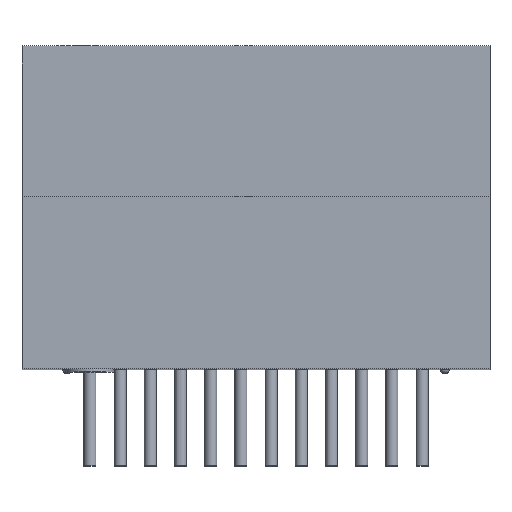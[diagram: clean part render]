
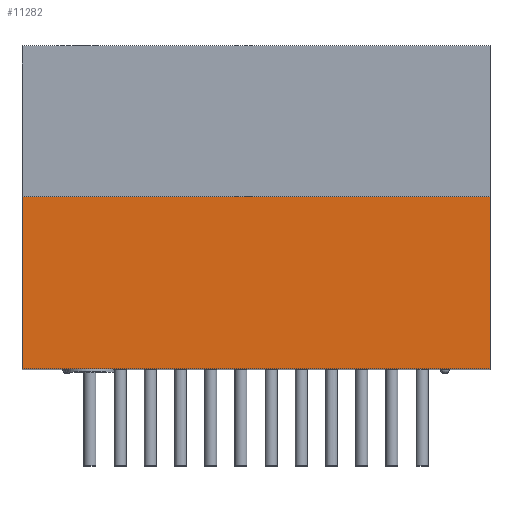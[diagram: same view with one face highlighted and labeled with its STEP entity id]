
A CAD part, top view. The second image highlights one B-rep face of the part: STEP entity #11282.
In plain terms, the highlighted planar face has unit normal (0, 0, 1).
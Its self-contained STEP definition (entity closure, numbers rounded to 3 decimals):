
#5=DIRECTION('',(1.,0.,0.));
#6=VECTOR('',#5,15.5);
#7=CARTESIAN_POINT('',(-7.75,0.,5.45));
#8=LINE('',#7,#6);
#4041=DIRECTION('',(0.,1.,0.));
#4042=VECTOR('',#4041,5.7);
#4043=CARTESIAN_POINT('',(7.75,0.,5.45));
#4044=LINE('',#4043,#4042);
#4045=DIRECTION('',(1.,0.,0.));
#4046=VECTOR('',#4045,15.5);
#4047=CARTESIAN_POINT('',(-7.75,5.7,5.45));
#4048=LINE('',#4047,#4046);
#4049=DIRECTION('',(0.,1.,0.));
#4050=VECTOR('',#4049,5.7);
#4051=CARTESIAN_POINT('',(-7.75,0.,5.45));
#4052=LINE('',#4051,#4050);
#4090=CARTESIAN_POINT('',(-7.75,0.,5.45));
#4092=VERTEX_POINT('',#4090);
#4093=CARTESIAN_POINT('',(7.75,0.,5.45));
#4094=VERTEX_POINT('',#4093);
#4105=CARTESIAN_POINT('',(-7.75,5.7,5.45));
#4106=CARTESIAN_POINT('',(7.75,5.7,5.45));
#4107=VERTEX_POINT('',#4105);
#4108=VERTEX_POINT('',#4106);
#11271=CARTESIAN_POINT('',(-7.75,0.,5.45));
#11272=DIRECTION('',(0.,0.,1.));
#11273=DIRECTION('',(1.,0.,0.));
#11274=AXIS2_PLACEMENT_3D('',#11271,#11272,#11273);
#11275=PLANE('',#11274);
#11276=ORIENTED_EDGE('',*,*,#5648,.T.);
#11277=ORIENTED_EDGE('',*,*,#11266,.F.);
#11278=ORIENTED_EDGE('',*,*,#5368,.F.);
#11279=ORIENTED_EDGE('',*,*,#5574,.T.);
#11280=EDGE_LOOP('',(#11276,#11277,#11278,#11279));
#11281=FACE_OUTER_BOUND('',#11280,.F.);
#11282=ADVANCED_FACE('',(#11281),#11275,.T.);
#5368=EDGE_CURVE('',#4092,#4094,#8,.T.);
#5574=EDGE_CURVE('',#4092,#4107,#4052,.T.);
#5648=EDGE_CURVE('',#4107,#4108,#4048,.T.);
#11266=EDGE_CURVE('',#4094,#4108,#4044,.T.);
